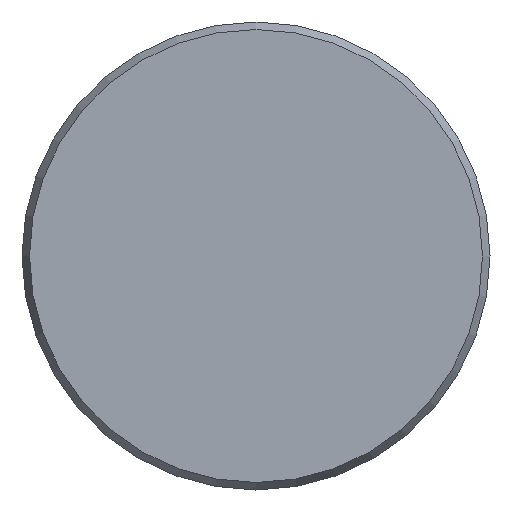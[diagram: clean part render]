
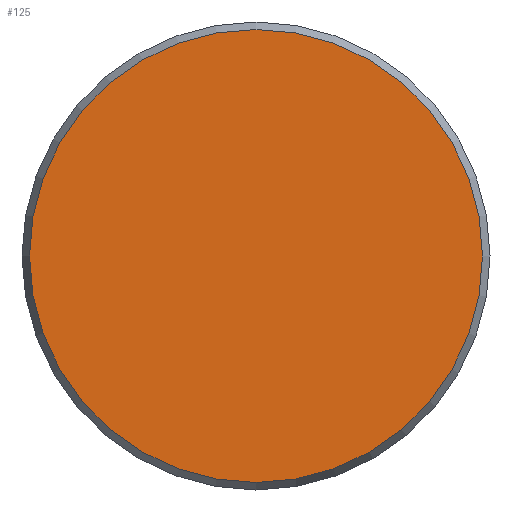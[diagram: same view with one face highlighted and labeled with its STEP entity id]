
A CAD part, front view. The second image highlights one B-rep face of the part: STEP entity #125.
In plain terms, the highlighted planar face has unit normal (0, -1, 0).
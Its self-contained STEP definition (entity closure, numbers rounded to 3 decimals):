
#36=FACE_OUTER_BOUND('',#46,.T.);
#46=EDGE_LOOP('',(#91));
#58=CIRCLE('',#151,185.659);
#67=VERTEX_POINT('',#218);
#76=EDGE_CURVE('',#67,#67,#58,.T.);
#91=ORIENTED_EDGE('',*,*,#76,.F.);
#121=PLANE('',#150);
#125=ADVANCED_FACE('',(#36),#121,.T.);
#150=AXIS2_PLACEMENT_3D('',#217,#173,#174);
#151=AXIS2_PLACEMENT_3D('',#219,#175,#176);
#173=DIRECTION('center_axis',(0.,-1.,0.));
#174=DIRECTION('ref_axis',(0.,0.,-1.));
#175=DIRECTION('center_axis',(0.,1.,0.));
#176=DIRECTION('ref_axis',(1.,0.,0.));
#217=CARTESIAN_POINT('Origin',(0.,-846.146,46.307));
#218=CARTESIAN_POINT('',(0.,-846.146,-325.012));
#219=CARTESIAN_POINT('Origin',(0.,-846.146,-139.352));
